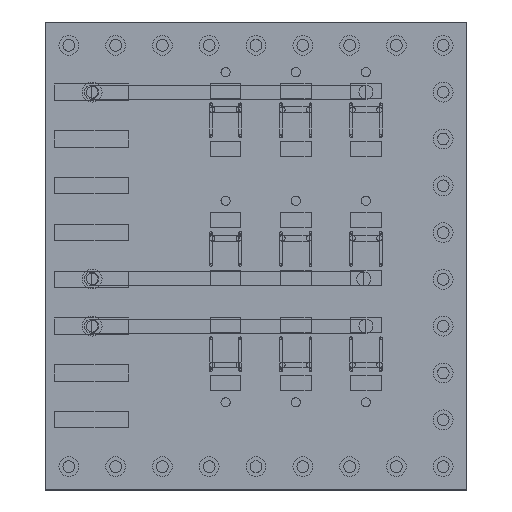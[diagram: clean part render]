
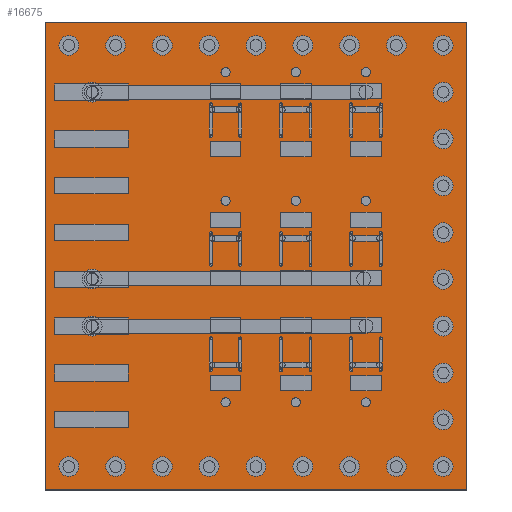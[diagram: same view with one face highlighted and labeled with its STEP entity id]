
A CAD part, top view. The second image highlights one B-rep face of the part: STEP entity #16675.
In plain terms, the highlighted planar face has unit normal (0, 0, 1).
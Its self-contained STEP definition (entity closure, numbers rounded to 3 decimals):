
#16366 = VERTEX_POINT('',#16367);
#16367 = CARTESIAN_POINT('',(0.,0.,-0.035));
#16376 = PLANE('',#16377);
#16377 = AXIS2_PLACEMENT_3D('',#16378,#16379,#16380);
#16378 = CARTESIAN_POINT('',(0.,0.,-0.035));
#16379 = DIRECTION('',(0.,-1.,0.));
#16380 = DIRECTION('',(1.,0.,0.));
#16388 = PLANE('',#16389);
#16389 = AXIS2_PLACEMENT_3D('',#16390,#16391,#16392);
#16390 = CARTESIAN_POINT('',(0.,25.4,-0.035));
#16391 = DIRECTION('',(-1.,-0.,-0.));
#16392 = DIRECTION('',(0.,-1.,0.));
#16429 = VERTEX_POINT('',#16430);
#16430 = CARTESIAN_POINT('',(22.86,0.,-0.035));
#16444 = PLANE('',#16445);
#16445 = AXIS2_PLACEMENT_3D('',#16446,#16447,#16448);
#16446 = CARTESIAN_POINT('',(22.86,0.,-0.035));
#16447 = DIRECTION('',(1.,-0.,0.));
#16448 = DIRECTION('',(0.,1.,0.));
#16456 = EDGE_CURVE('',#16366,#16429,#16457,.T.);
#16457 = SURFACE_CURVE('',#16458,(#16462,#16469),.PCURVE_S1.);
#16458 = LINE('',#16459,#16460);
#16459 = CARTESIAN_POINT('',(0.,0.,-0.035));
#16460 = VECTOR('',#16461,1.);
#16461 = DIRECTION('',(1.,0.,0.));
#16462 = PCURVE('',#16376,#16463);
#16463 = DEFINITIONAL_REPRESENTATION('',(#16464),#16468);
#16464 = LINE('',#16465,#16466);
#16465 = CARTESIAN_POINT('',(0.,0.));
#16466 = VECTOR('',#16467,1.);
#16467 = DIRECTION('',(1.,0.));
#16468 = ( GEOMETRIC_REPRESENTATION_CONTEXT(2) 
PARAMETRIC_REPRESENTATION_CONTEXT() REPRESENTATION_CONTEXT('2D SPACE',''
  ) );
#16469 = PCURVE('',#16470,#16475);
#16470 = PLANE('',#16471);
#16471 = AXIS2_PLACEMENT_3D('',#16472,#16473,#16474);
#16472 = CARTESIAN_POINT('',(11.43,12.7,-0.035));
#16473 = DIRECTION('',(0.,0.,1.));
#16474 = DIRECTION('',(1.,0.,-0.));
#16475 = DEFINITIONAL_REPRESENTATION('',(#16476),#16480);
#16476 = LINE('',#16477,#16478);
#16477 = CARTESIAN_POINT('',(-11.43,-12.7));
#16478 = VECTOR('',#16479,1.);
#16479 = DIRECTION('',(1.,0.));
#16480 = ( GEOMETRIC_REPRESENTATION_CONTEXT(2) 
PARAMETRIC_REPRESENTATION_CONTEXT() REPRESENTATION_CONTEXT('2D SPACE',''
  ) );
#16510 = VERTEX_POINT('',#16511);
#16511 = CARTESIAN_POINT('',(22.86,25.4,-0.035));
#16525 = PLANE('',#16526);
#16526 = AXIS2_PLACEMENT_3D('',#16527,#16528,#16529);
#16527 = CARTESIAN_POINT('',(22.86,25.4,-0.035));
#16528 = DIRECTION('',(0.,1.,0.));
#16529 = DIRECTION('',(-1.,0.,0.));
#16537 = EDGE_CURVE('',#16429,#16510,#16538,.T.);
#16538 = SURFACE_CURVE('',#16539,(#16543,#16550),.PCURVE_S1.);
#16539 = LINE('',#16540,#16541);
#16540 = CARTESIAN_POINT('',(22.86,0.,-0.035));
#16541 = VECTOR('',#16542,1.);
#16542 = DIRECTION('',(0.,1.,0.));
#16543 = PCURVE('',#16444,#16544);
#16544 = DEFINITIONAL_REPRESENTATION('',(#16545),#16549);
#16545 = LINE('',#16546,#16547);
#16546 = CARTESIAN_POINT('',(0.,0.));
#16547 = VECTOR('',#16548,1.);
#16548 = DIRECTION('',(1.,0.));
#16549 = ( GEOMETRIC_REPRESENTATION_CONTEXT(2) 
PARAMETRIC_REPRESENTATION_CONTEXT() REPRESENTATION_CONTEXT('2D SPACE',''
  ) );
#16550 = PCURVE('',#16470,#16551);
#16551 = DEFINITIONAL_REPRESENTATION('',(#16552),#16556);
#16552 = LINE('',#16553,#16554);
#16553 = CARTESIAN_POINT('',(11.43,-12.7));
#16554 = VECTOR('',#16555,1.);
#16555 = DIRECTION('',(0.,1.));
#16556 = ( GEOMETRIC_REPRESENTATION_CONTEXT(2) 
PARAMETRIC_REPRESENTATION_CONTEXT() REPRESENTATION_CONTEXT('2D SPACE',''
  ) );
#16586 = VERTEX_POINT('',#16587);
#16587 = CARTESIAN_POINT('',(0.,25.4,-0.035));
#16608 = EDGE_CURVE('',#16510,#16586,#16609,.T.);
#16609 = SURFACE_CURVE('',#16610,(#16614,#16621),.PCURVE_S1.);
#16610 = LINE('',#16611,#16612);
#16611 = CARTESIAN_POINT('',(22.86,25.4,-0.035));
#16612 = VECTOR('',#16613,1.);
#16613 = DIRECTION('',(-1.,0.,0.));
#16614 = PCURVE('',#16525,#16615);
#16615 = DEFINITIONAL_REPRESENTATION('',(#16616),#16620);
#16616 = LINE('',#16617,#16618);
#16617 = CARTESIAN_POINT('',(0.,0.));
#16618 = VECTOR('',#16619,1.);
#16619 = DIRECTION('',(1.,0.));
#16620 = ( GEOMETRIC_REPRESENTATION_CONTEXT(2) 
PARAMETRIC_REPRESENTATION_CONTEXT() REPRESENTATION_CONTEXT('2D SPACE',''
  ) );
#16621 = PCURVE('',#16470,#16622);
#16622 = DEFINITIONAL_REPRESENTATION('',(#16623),#16627);
#16623 = LINE('',#16624,#16625);
#16624 = CARTESIAN_POINT('',(11.43,12.7));
#16625 = VECTOR('',#16626,1.);
#16626 = DIRECTION('',(-1.,0.));
#16627 = ( GEOMETRIC_REPRESENTATION_CONTEXT(2) 
PARAMETRIC_REPRESENTATION_CONTEXT() REPRESENTATION_CONTEXT('2D SPACE',''
  ) );
#16655 = EDGE_CURVE('',#16586,#16366,#16656,.T.);
#16656 = SURFACE_CURVE('',#16657,(#16661,#16668),.PCURVE_S1.);
#16657 = LINE('',#16658,#16659);
#16658 = CARTESIAN_POINT('',(0.,25.4,-0.035));
#16659 = VECTOR('',#16660,1.);
#16660 = DIRECTION('',(0.,-1.,0.));
#16661 = PCURVE('',#16388,#16662);
#16662 = DEFINITIONAL_REPRESENTATION('',(#16663),#16667);
#16663 = LINE('',#16664,#16665);
#16664 = CARTESIAN_POINT('',(0.,0.));
#16665 = VECTOR('',#16666,1.);
#16666 = DIRECTION('',(1.,0.));
#16667 = ( GEOMETRIC_REPRESENTATION_CONTEXT(2) 
PARAMETRIC_REPRESENTATION_CONTEXT() REPRESENTATION_CONTEXT('2D SPACE',''
  ) );
#16668 = PCURVE('',#16470,#16669);
#16669 = DEFINITIONAL_REPRESENTATION('',(#16670),#16674);
#16670 = LINE('',#16671,#16672);
#16671 = CARTESIAN_POINT('',(-11.43,12.7));
#16672 = VECTOR('',#16673,1.);
#16673 = DIRECTION('',(0.,-1.));
#16674 = ( GEOMETRIC_REPRESENTATION_CONTEXT(2) 
PARAMETRIC_REPRESENTATION_CONTEXT() REPRESENTATION_CONTEXT('2D SPACE',''
  ) );
#16675 = ADVANCED_FACE('',(#16676),#16470,.T.);
#16676 = FACE_BOUND('',#16677,.T.);
#16677 = EDGE_LOOP('',(#16678,#16679,#16680,#16681));
#16678 = ORIENTED_EDGE('',*,*,#16456,.T.);
#16679 = ORIENTED_EDGE('',*,*,#16537,.T.);
#16680 = ORIENTED_EDGE('',*,*,#16608,.T.);
#16681 = ORIENTED_EDGE('',*,*,#16655,.T.);
